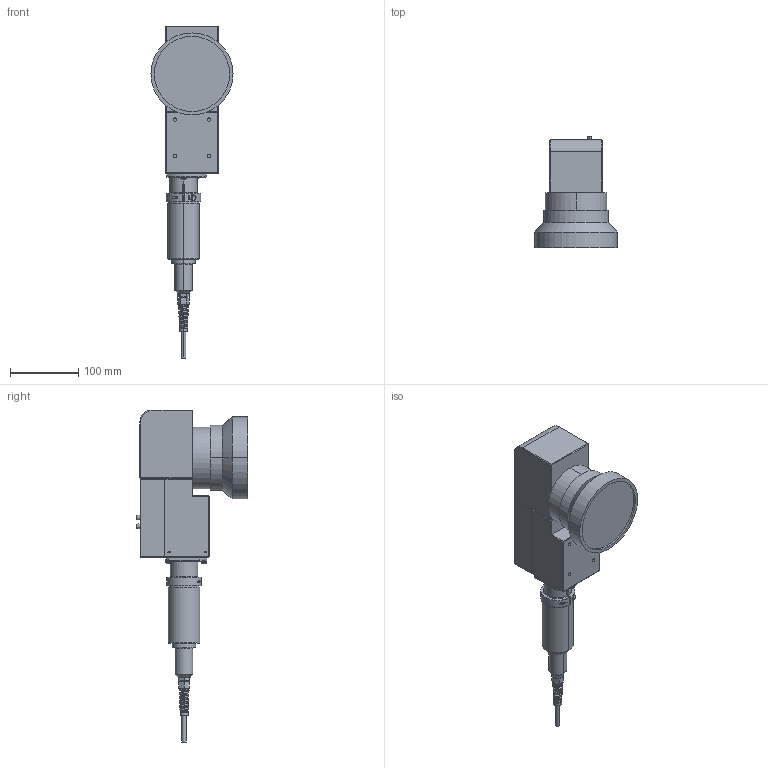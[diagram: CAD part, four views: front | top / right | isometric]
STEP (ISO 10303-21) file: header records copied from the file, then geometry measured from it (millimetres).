
FILE_DESCRIPTION (( 'STEP AP214' ), '1' );
FILE_NAME ('IPG_420.STEP', '2014-03-26T19:58:41', ( 'USER-PC' ), ( '' ), 'SwSTEP 2.0', 'SolidWorks 2014', '' );
FILE_SCHEMA (( 'AUTOMOTIVE_DESIGN' ));
Length unit declared in the file: inch
Products named in the file (1): IPG_420
Bounding box: 119.8 x 162.83 x 484.98 mm (x, y, z)
Surface area: 173957.8 mm2 (no closed solid volume)
Topology: 0 solids, 42 shells, 685 faces, 1995 edges, 1335 vertices
Faces by surface type: cylinder 317, plane 217, cone 123, torus 11, bspline 11, sphere 6
Entity records: 37392 total; most frequent: CARTESIAN_POINT 10800, DIRECTION 3776, ORIENTED_EDGE 3303, EDGE_CURVE 1995, AXIS2_PLACEMENT_3D 1417, VERTEX_POINT 1335, LINE 942, VECTOR 942
